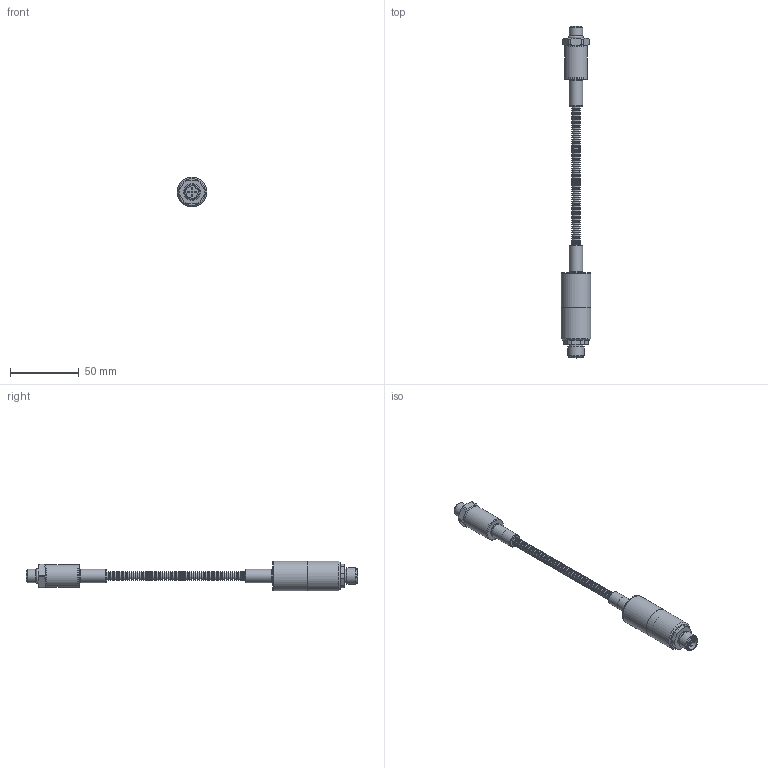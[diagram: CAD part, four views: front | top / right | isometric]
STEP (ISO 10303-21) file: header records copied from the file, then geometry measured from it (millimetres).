
FILE_DESCRIPTION (( 'STEP AP214' ), '1' );
FILE_NAME ('PET164_02_19.STEP', '2020-12-04T08:34:22', ( '' ), ( '' ), 'SwSTEP 2.0', 'SolidWorks 2015', '' );
FILE_SCHEMA (( 'AUTOMOTIVE_DESIGN' ));
Length unit declared in the file: millimetre
Products named in the file (1): PET164_02_19
Bounding box: 21.6 x 241.1 x 21.6 mm (x, y, z)
Volume: 40816.1 mm3; surface area: 21889 mm2
Topology: 72 solids, 72 shells, 564 faces, 871 edges, 524 vertices
Faces by surface type: plane 234, cylinder 170, torus 123, cone 32, sphere 5
Full cylindrical faces by diameter (mm): 1 x5, 2.5 x1, 3.4 x2, 4.8 x60, 6 x61, 6.6 x1, 7.8 x1, 8.5 x3, 9 x2, 9.9 x4, 10 x1, 10.5 x1, 10.8 x1, 12 x1, 13.8 x1, 15.1 x2, 15.2 x1, 16.6 x3, 20 x1, 20.6 x1, 21.6 x3
Entity records: 11878 total; most frequent: DIRECTION 2150, CARTESIAN_POINT 1761, ORIENTED_EDGE 1106, AXIS2_PLACEMENT_3D 1056, EDGE_LOOP 946, FACE_OUTER_BOUND 841, ADVANCED_FACE 564, EDGE_CURVE 553
